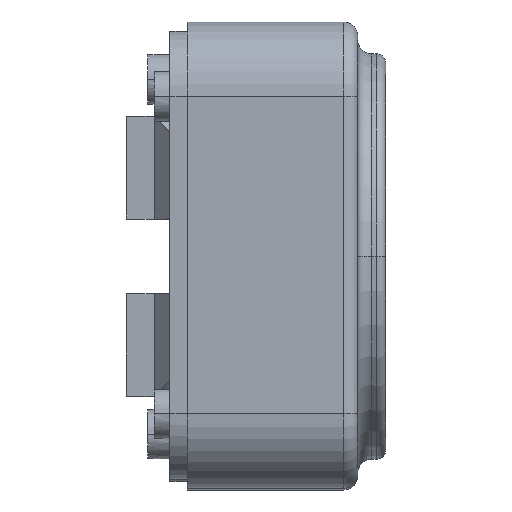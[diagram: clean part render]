
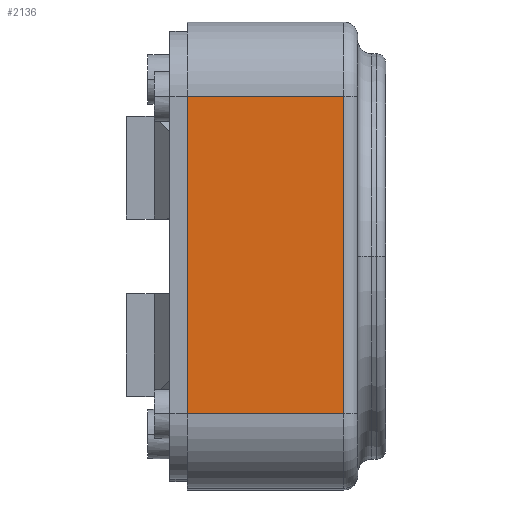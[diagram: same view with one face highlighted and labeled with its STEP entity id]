
A CAD part, top view. The second image highlights one B-rep face of the part: STEP entity #2136.
In plain terms, the highlighted planar face has unit normal (0, 0, 1).
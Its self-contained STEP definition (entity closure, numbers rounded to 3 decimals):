
#166 = DIRECTION ( 'NONE',  ( 0., 1., 0. ) ) ;
#732 = FACE_OUTER_BOUND ( 'NONE', #3683, .T. ) ;
#894 = VECTOR ( 'NONE', #2835, 1000. ) ;
#1836 = CARTESIAN_POINT ( 'NONE',  ( -8., -17., 92. ) ) ;
#1887 = LINE ( 'NONE', #1836, #894 ) ;
#2101 = DIRECTION ( 'NONE',  ( 1., 0., 0. ) ) ;
#2136 = ADVANCED_FACE ( 'NONE', ( #732 ), #4027, .T. ) ;
#2261 = ORIENTED_EDGE ( 'NONE', *, *, #5219, .T. ) ;
#2835 = DIRECTION ( 'NONE',  ( 1., 0., 0. ) ) ;
#2868 = AXIS2_PLACEMENT_3D ( 'NONE', #6492, #4809, #6336 ) ;
#3683 = EDGE_LOOP ( 'NONE', ( #2261, #6003, #7251, #8124 ) ) ;
#4027 = PLANE ( 'NONE',  #2868 ) ;
#4159 = VERTEX_POINT ( 'NONE', #8942 ) ;
#4558 = LINE ( 'NONE', #6037, #7242 ) ;
#4643 = VERTEX_POINT ( 'NONE', #8473 ) ;
#4655 = DIRECTION ( 'NONE',  ( 0., 1., 0. ) ) ;
#4809 = DIRECTION ( 'NONE',  ( 0., 0., 1. ) ) ;
#5145 = EDGE_CURVE ( 'NONE', #9239, #4159, #7344, .T. ) ;
#5219 = EDGE_CURVE ( 'NONE', #9855, #9239, #1887, .T. ) ;
#6003 = ORIENTED_EDGE ( 'NONE', *, *, #5145, .T. ) ;
#6037 = CARTESIAN_POINT ( 'NONE',  ( -8., 17., 92. ) ) ;
#6233 = CARTESIAN_POINT ( 'NONE',  ( 3.256, 17., 92. ) ) ;
#6336 = DIRECTION ( 'NONE',  ( 1., 0., 0. ) ) ;
#6412 = CARTESIAN_POINT ( 'NONE',  ( 20., 17., 92. ) ) ;
#6492 = CARTESIAN_POINT ( 'NONE',  ( -8., 17., 92. ) ) ;
#6612 = VECTOR ( 'NONE', #4655, 1000. ) ;
#7242 = VECTOR ( 'NONE', #2101, 1000. ) ;
#7251 = ORIENTED_EDGE ( 'NONE', *, *, #8331, .F. ) ;
#7344 = LINE ( 'NONE', #6412, #7423 ) ;
#7423 = VECTOR ( 'NONE', #166, 1000. ) ;
#7662 = CARTESIAN_POINT ( 'NONE',  ( 20., -17., 92. ) ) ;
#8124 = ORIENTED_EDGE ( 'NONE', *, *, #10350, .F. ) ;
#8331 = EDGE_CURVE ( 'NONE', #4643, #4159, #4558, .T. ) ;
#8473 = CARTESIAN_POINT ( 'NONE',  ( 3.256, 17., 92. ) ) ;
#8942 = CARTESIAN_POINT ( 'NONE',  ( 20., 17., 92. ) ) ;
#9239 = VERTEX_POINT ( 'NONE', #7662 ) ;
#9679 = CARTESIAN_POINT ( 'NONE',  ( 3.256, -17., 92. ) ) ;
#9855 = VERTEX_POINT ( 'NONE', #9679 ) ;
#10125 = LINE ( 'NONE', #6233, #6612 ) ;
#10350 = EDGE_CURVE ( 'NONE', #9855, #4643, #10125, .T. ) ;
